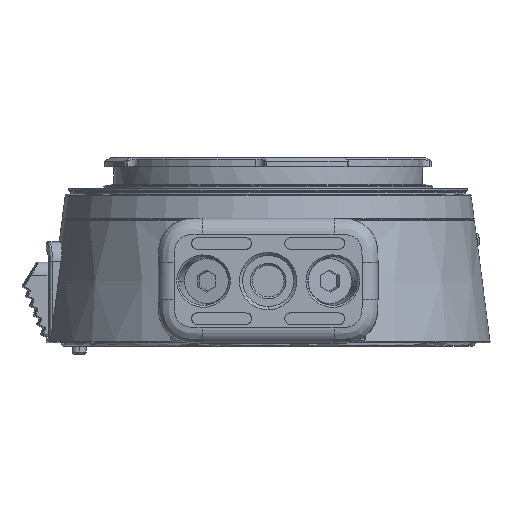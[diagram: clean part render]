
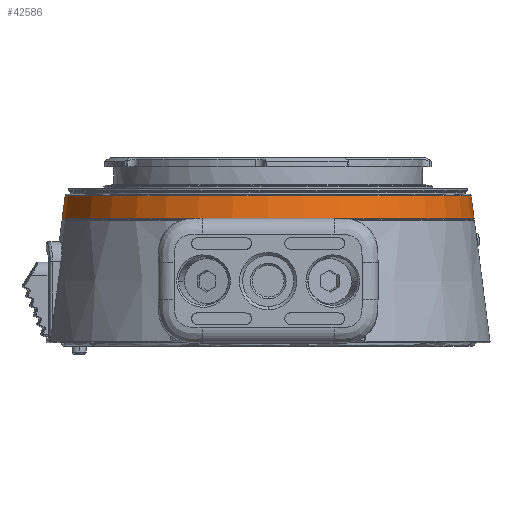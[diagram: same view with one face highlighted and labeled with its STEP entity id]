
A CAD part, front view. The second image highlights one B-rep face of the part: STEP entity #42586.
In plain terms, the highlighted conical face has half-angle 7.28 degrees and reference radius 32.298 mm.
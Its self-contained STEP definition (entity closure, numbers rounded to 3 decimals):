
#568 = ORIENTED_EDGE ( 'NONE', *, *, #23725, .T. ) ;
#1110 = ORIENTED_EDGE ( 'NONE', *, *, #37789, .T. ) ;
#1233 = VERTEX_POINT ( 'NONE', #32723 ) ;
#1637 = DIRECTION ( 'NONE',  ( -0.127, 0., -0.992 ) ) ;
#3448 = LINE ( 'NONE', #23171, #12148 ) ;
#4974 = CARTESIAN_POINT ( 'NONE',  ( -32.286, 0., -24.001 ) ) ;
#5493 = FACE_OUTER_BOUND ( 'NONE', #20705, .T. ) ;
#10732 = DIRECTION ( 'NONE',  ( 0., 0., -1. ) ) ;
#11688 = CONICAL_SURFACE ( 'NONE', #25640, 32.298, 0.127 ) ;
#12130 = ORIENTED_EDGE ( 'NONE', *, *, #28523, .F. ) ;
#12148 = VECTOR ( 'NONE', #1637, 1000. ) ;
#13347 = CARTESIAN_POINT ( 'NONE',  ( 0., 0., -24.1 ) ) ;
#13824 = DIRECTION ( 'NONE',  ( -1., 0., 0. ) ) ;
#14616 = AXIS2_PLACEMENT_3D ( 'NONE', #42927, #42873, #42726 ) ;
#16967 = VERTEX_POINT ( 'NONE', #4974 ) ;
#17867 = VECTOR ( 'NONE', #18889, 1000. ) ;
#18889 = DIRECTION ( 'NONE',  ( 0.127, 0., -0.992 ) ) ;
#19701 = VERTEX_POINT ( 'NONE', #21915 ) ;
#20217 = ORIENTED_EDGE ( 'NONE', *, *, #23953, .T. ) ;
#20646 = VERTEX_POINT ( 'NONE', #26263 ) ;
#20705 = EDGE_LOOP ( 'NONE', ( #12130, #568, #1110, #20217 ) ) ;
#21915 = CARTESIAN_POINT ( 'NONE',  ( -31.833, 0., -20.462 ) ) ;
#23171 = CARTESIAN_POINT ( 'NONE',  ( -32.298, 0., -24.1 ) ) ;
#23725 = EDGE_CURVE ( 'NONE', #1233, #19701, #40432, .T. ) ;
#23953 = EDGE_CURVE ( 'NONE', #16967, #20646, #37669, .T. ) ;
#25640 = AXIS2_PLACEMENT_3D ( 'NONE', #13347, #10732, #13824 ) ;
#26263 = CARTESIAN_POINT ( 'NONE',  ( 32.286, 0., -24.001 ) ) ;
#26374 = DIRECTION ( 'NONE',  ( 1., 0., 0. ) ) ;
#26713 = DIRECTION ( 'NONE',  ( 0., 0., 1. ) ) ;
#26766 = CARTESIAN_POINT ( 'NONE',  ( 0., 0., -24.001 ) ) ;
#28523 = EDGE_CURVE ( 'NONE', #1233, #20646, #38637, .T. ) ;
#30150 = CARTESIAN_POINT ( 'NONE',  ( 32.298, 0., -24.1 ) ) ;
#32723 = CARTESIAN_POINT ( 'NONE',  ( 31.833, 0., -20.462 ) ) ;
#37669 = CIRCLE ( 'NONE', #43907, 32.286 ) ;
#37789 = EDGE_CURVE ( 'NONE', #19701, #16967, #3448, .T. ) ;
#38637 = LINE ( 'NONE', #30150, #17867 ) ;
#40432 = CIRCLE ( 'NONE', #14616, 31.833 ) ;
#42586 = ADVANCED_FACE ( 'NONE', ( #5493 ), #11688, .T. ) ;
#42726 = DIRECTION ( 'NONE',  ( 1., 0., 0. ) ) ;
#42873 = DIRECTION ( 'NONE',  ( 0., 0., -1. ) ) ;
#42927 = CARTESIAN_POINT ( 'NONE',  ( 0., 0., -20.462 ) ) ;
#43907 = AXIS2_PLACEMENT_3D ( 'NONE', #26766, #26713, #26374 ) ;
